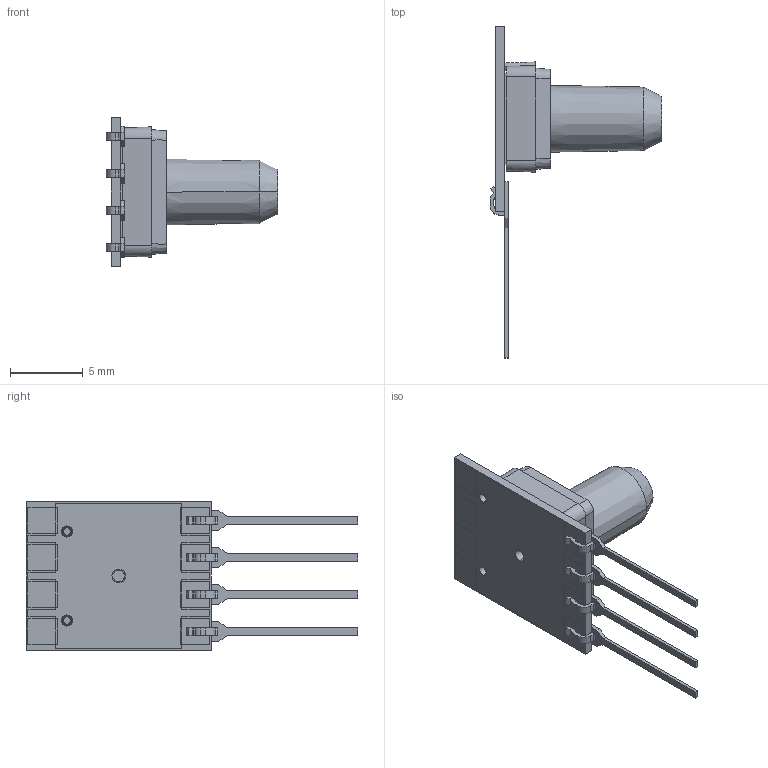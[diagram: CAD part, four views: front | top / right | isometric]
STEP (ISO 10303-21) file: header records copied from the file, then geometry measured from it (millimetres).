
FILE_DESCRIPTION (( 'STEP AP203' ), '1' );
FILE_NAME ('CPNS.STEP', '2021-02-10T02:06:30', ( '' ), ( '' ), 'SwSTEP 2.0', 'SolidWorks 2010', '' );
FILE_SCHEMA (( 'CONFIG_CONTROL_DESIGN' ));
Length unit declared in the file: inch
Products named in the file (4): AS01-01-009 GF for C series; AS01-06-001 SIP for C series; CPNS; Ceramic for C series
Assembly tree (6 placements, depth 2):
  CPNS
    AS01-06-001 SIP for C series  x4
    AS01-01-009 GF for C series
    Ceramic for C series
Bounding box: 11.76 x 22.73 x 10.16 mm (x, y, z)
Volume: 388.5 mm3; surface area: 1105.2 mm2
Topology: 8 solids, 8 shells, 355 faces, 926 edges, 608 vertices
Faces by surface type: plane 265, cylinder 54, cone 16, torus 12, bspline 8
Entity records: 8646 total; most frequent: CARTESIAN_POINT 1806, ORIENTED_EDGE 1324, DIRECTION 1260, EDGE_CURVE 662, LINE 512, VECTOR 512, VERTEX_POINT 434, AXIS2_PLACEMENT_3D 374
